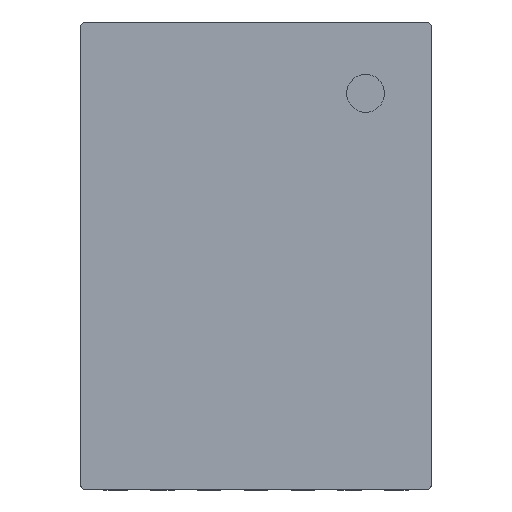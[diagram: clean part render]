
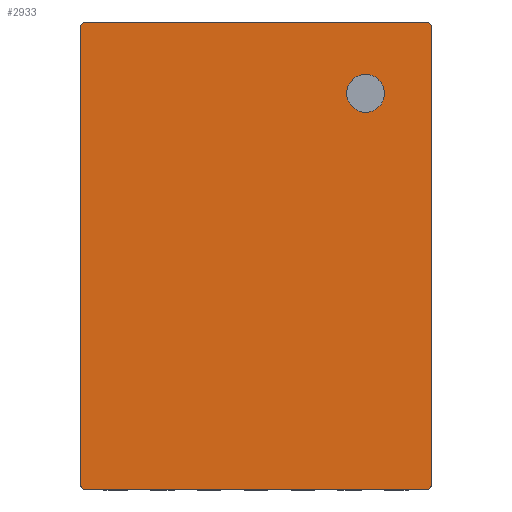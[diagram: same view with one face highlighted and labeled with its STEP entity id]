
A CAD part, top view. The second image highlights one B-rep face of the part: STEP entity #2933.
In plain terms, the highlighted planar face has unit normal (0, 0, 1).
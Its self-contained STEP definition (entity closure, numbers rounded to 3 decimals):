
#1870 = VERTEX_POINT('',#1871);
#1871 = CARTESIAN_POINT('',(-2.9,-4.,1.));
#1877 = EDGE_CURVE('',#1870,#1878,#1880,.T.);
#1878 = VERTEX_POINT('',#1879);
#1879 = CARTESIAN_POINT('',(2.9,-4.,1.));
#1880 = LINE('',#1881,#1882);
#1881 = CARTESIAN_POINT('',(-3.,-4.,1.));
#1882 = VECTOR('',#1883,1.);
#1883 = DIRECTION('',(1.,0.,0.));
#2914 = VERTEX_POINT('',#2915);
#2915 = CARTESIAN_POINT('',(3.,-3.9,1.));
#2921 = EDGE_CURVE('',#1878,#2914,#2922,.T.);
#2922 = CIRCLE('',#2923,0.1);
#2923 = AXIS2_PLACEMENT_3D('',#2924,#2925,#2926);
#2924 = CARTESIAN_POINT('',(2.9,-3.9,1.));
#2925 = DIRECTION('',(-0.,0.,1.));
#2926 = DIRECTION('',(0.,-1.,0.));
#2933 = ADVANCED_FACE('',(#2934,#2987),#2998,.T.);
#2934 = FACE_BOUND('',#2935,.T.);
#2935 = EDGE_LOOP('',(#2936,#2937,#2938,#2946,#2955,#2963,#2972,#2980));
#2936 = ORIENTED_EDGE('',*,*,#1877,.T.);
#2937 = ORIENTED_EDGE('',*,*,#2921,.T.);
#2938 = ORIENTED_EDGE('',*,*,#2939,.T.);
#2939 = EDGE_CURVE('',#2914,#2940,#2942,.T.);
#2940 = VERTEX_POINT('',#2941);
#2941 = CARTESIAN_POINT('',(3.,3.9,1.));
#2942 = LINE('',#2943,#2944);
#2943 = CARTESIAN_POINT('',(3.,-4.,1.));
#2944 = VECTOR('',#2945,1.);
#2945 = DIRECTION('',(0.,1.,0.));
#2946 = ORIENTED_EDGE('',*,*,#2947,.T.);
#2947 = EDGE_CURVE('',#2940,#2948,#2950,.T.);
#2948 = VERTEX_POINT('',#2949);
#2949 = CARTESIAN_POINT('',(2.9,4.,1.));
#2950 = CIRCLE('',#2951,0.1);
#2951 = AXIS2_PLACEMENT_3D('',#2952,#2953,#2954);
#2952 = CARTESIAN_POINT('',(2.9,3.9,1.));
#2953 = DIRECTION('',(-0.,0.,1.));
#2954 = DIRECTION('',(0.,-1.,0.));
#2955 = ORIENTED_EDGE('',*,*,#2956,.T.);
#2956 = EDGE_CURVE('',#2948,#2957,#2959,.T.);
#2957 = VERTEX_POINT('',#2958);
#2958 = CARTESIAN_POINT('',(-2.9,4.,1.));
#2959 = LINE('',#2960,#2961);
#2960 = CARTESIAN_POINT('',(3.,4.,1.));
#2961 = VECTOR('',#2962,1.);
#2962 = DIRECTION('',(-1.,0.,0.));
#2963 = ORIENTED_EDGE('',*,*,#2964,.T.);
#2964 = EDGE_CURVE('',#2957,#2965,#2967,.T.);
#2965 = VERTEX_POINT('',#2966);
#2966 = CARTESIAN_POINT('',(-3.,3.9,1.));
#2967 = CIRCLE('',#2968,0.1);
#2968 = AXIS2_PLACEMENT_3D('',#2969,#2970,#2971);
#2969 = CARTESIAN_POINT('',(-2.9,3.9,1.));
#2970 = DIRECTION('',(-0.,0.,1.));
#2971 = DIRECTION('',(0.,-1.,0.));
#2972 = ORIENTED_EDGE('',*,*,#2973,.T.);
#2973 = EDGE_CURVE('',#2965,#2974,#2976,.T.);
#2974 = VERTEX_POINT('',#2975);
#2975 = CARTESIAN_POINT('',(-3.,-3.9,1.));
#2976 = LINE('',#2977,#2978);
#2977 = CARTESIAN_POINT('',(-3.,4.,1.));
#2978 = VECTOR('',#2979,1.);
#2979 = DIRECTION('',(0.,-1.,0.));
#2980 = ORIENTED_EDGE('',*,*,#2981,.F.);
#2981 = EDGE_CURVE('',#1870,#2974,#2982,.T.);
#2982 = CIRCLE('',#2983,0.1);
#2983 = AXIS2_PLACEMENT_3D('',#2984,#2985,#2986);
#2984 = CARTESIAN_POINT('',(-2.9,-3.9,1.));
#2985 = DIRECTION('',(-0.,-0.,-1.));
#2986 = DIRECTION('',(0.,-1.,0.));
#2987 = FACE_BOUND('',#2988,.T.);
#2988 = EDGE_LOOP('',(#2989));
#2989 = ORIENTED_EDGE('',*,*,#2990,.F.);
#2990 = EDGE_CURVE('',#2991,#2991,#2993,.T.);
#2991 = VERTEX_POINT('',#2992);
#2992 = CARTESIAN_POINT('',(2.197,2.78,1.));
#2993 = CIRCLE('',#2994,0.324);
#2994 = AXIS2_PLACEMENT_3D('',#2995,#2996,#2997);
#2995 = CARTESIAN_POINT('',(1.873,2.78,1.));
#2996 = DIRECTION('',(0.,0.,1.));
#2997 = DIRECTION('',(1.,0.,0.));
#2998 = PLANE('',#2999);
#2999 = AXIS2_PLACEMENT_3D('',#3000,#3001,#3002);
#3000 = CARTESIAN_POINT('',(0.,0.,1.));
#3001 = DIRECTION('',(0.,0.,1.));
#3002 = DIRECTION('',(1.,0.,0.));
